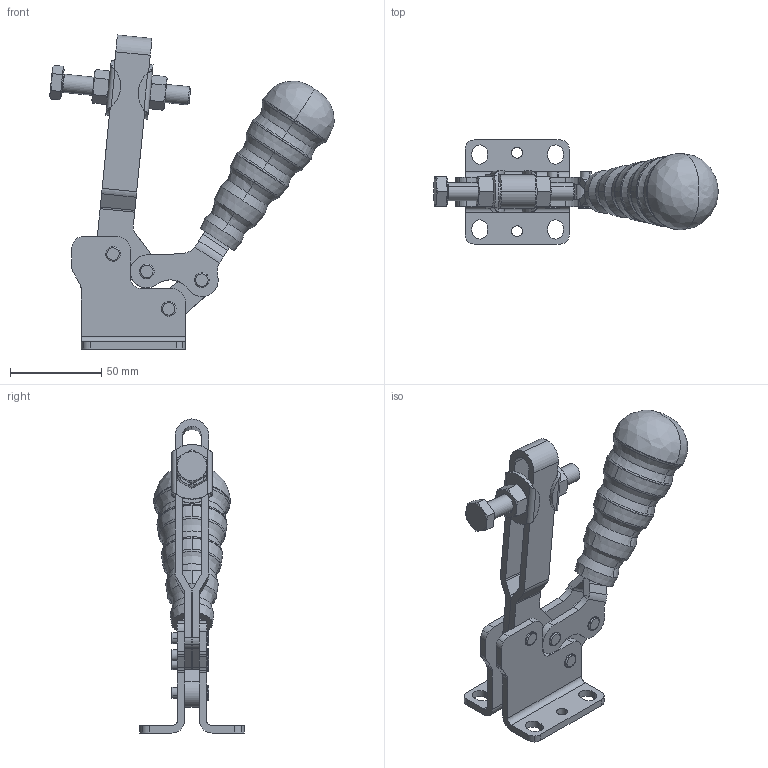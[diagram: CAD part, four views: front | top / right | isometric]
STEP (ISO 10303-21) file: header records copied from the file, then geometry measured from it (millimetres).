
FILE_DESCRIPTION((''),'2;1');
FILE_NAME('134.0-opened.stp','2005-09-27T17:26:35',('Kysilko'),(''),'Autodesk Inventor 8','Autodesk Inventor 8','');
FILE_SCHEMA(('AUTOMOTIVE_DESIGN { 1 0 10303 214 1 1 1 1 }'));
Length unit declared in the file: millimetre
Products named in the file (1): Part50
Bounding box: 155.91 x 57 x 171.96 mm (x, y, z)
Volume: 154293.2 mm3; surface area: 56252.4 mm2
Topology: 1 solids, 2 shells, 1100 faces, 3624 edges, 2188 vertices
Faces by surface type: plane 389, cone 356, cylinder 189, bspline 144, torus 22
Entity records: 43592 total; most frequent: CARTESIAN_POINT 12802, ORIENTED_EDGE 7230, DIRECTION 6295, EDGE_CURVE 3615, AXIS2_PLACEMENT_3D 2393, VERTEX_POINT 2188, VECTOR 1509, LINE 1509
